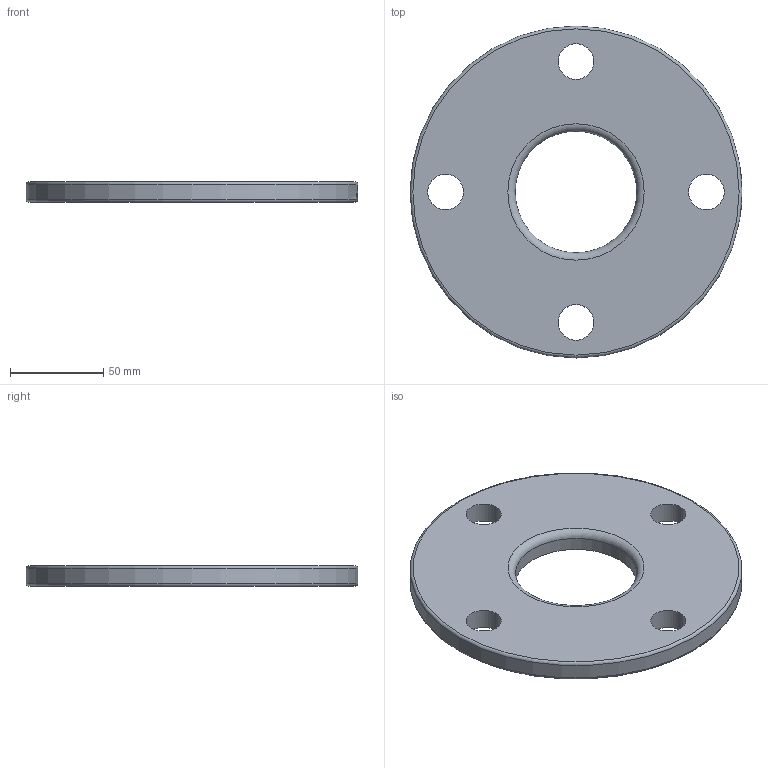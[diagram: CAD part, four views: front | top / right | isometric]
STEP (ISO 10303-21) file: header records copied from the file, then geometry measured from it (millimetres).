
FILE_DESCRIPTION(/* description */ (''),/* implementation_level */ '2;1');
FILE_NAME(/* name */ '38SL-2.5.stp',/* time_stamp */ '2018-11-20T11:27:48-05:00',/* author */ ('ken'),/* organization */ (''),/* preprocessor_version */ 'ST-DEVELOPER v15.2',/* originating_system */ 'Autodesk Inventor 2014',/* authorisation */ '');
FILE_SCHEMA (('AUTOMOTIVE_DESIGN { 1 0 10303 214 3 1 1 }'));
Length unit declared in the file: inch
Products named in the file (1): 38SL-2.5
Bounding box: 177.8 x 177.8 x 11.13 mm (x, y, z)
Volume: 225243.3 mm3; surface area: 50825 mm2
Topology: 1 solids, 1 shells, 361 faces, 981 edges, 653 vertices
Faces by surface type: bspline 197, plane 123, cylinder 38, torus 3
Full cylindrical faces by diameter (mm): 19.05 x4, 65.1 x1, 177.8 x1
Entity records: 15130 total; most frequent: CARTESIAN_POINT 7210, ORIENTED_EDGE 1938, DIRECTION 1048, EDGE_CURVE 969, VERTEX_POINT 651, LINE 432, VECTOR 432, EDGE_LOOP 412
